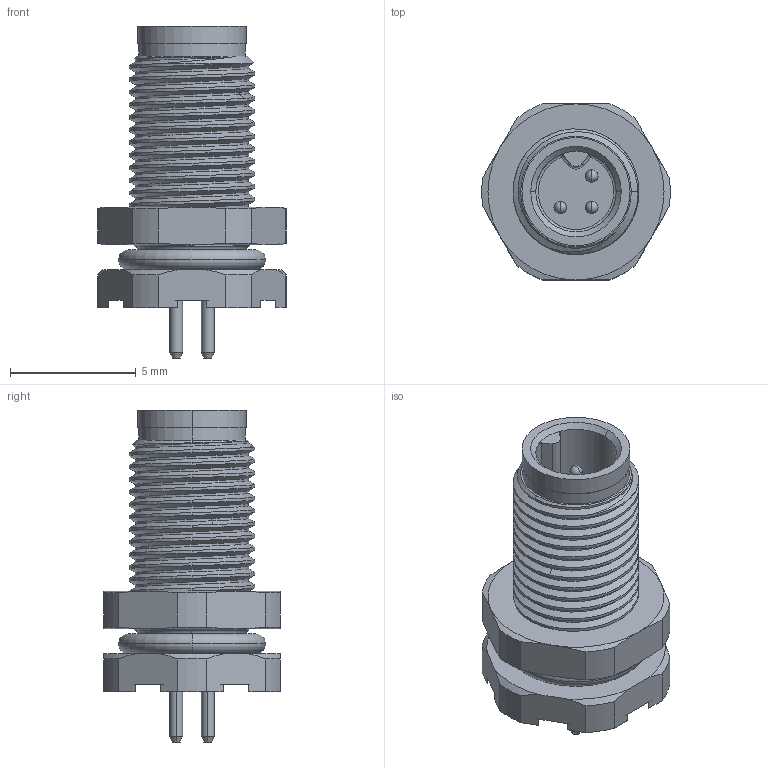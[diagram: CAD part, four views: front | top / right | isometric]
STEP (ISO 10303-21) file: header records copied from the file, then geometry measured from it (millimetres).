
FILE_DESCRIPTION((''),'2;1');
FILE_NAME('001M5-SA00PSW0-007_3','2025-08-24T',('gongcheng16'),(''),'PRO/ENGINEER BY PARAMETRIC TECHNOLOGY CORPORATION, 2010280','PRO/ENGINEER BY PARAMETRIC TECHNOLOGY CORPORATION, 2010280','');
FILE_SCHEMA(('CONFIG_CONTROL_DESIGN'));
Length unit declared in the file: millimetre
Products named in the file (1): 001M5-SA00PSW0-007_3
Bounding box: 7.49 x 7 x 13.2 mm (x, y, z)
Volume: 89.7 mm3; surface area: 2273.3 mm2
Topology: 1 solids, 74 shells, 709 faces, 1825 edges, 1181 vertices
Faces by surface type: cylinder 267, plane 185, cone 174, torus 34, sphere 32, bspline 17
Entity records: 27936 total; most frequent: CARTESIAN_POINT 10871, DIRECTION 3760, ORIENTED_EDGE 3260, EDGE_CURVE 1795, AXIS2_PLACEMENT_3D 1580, VERTEX_POINT 1181, CIRCLE 887, EDGE_LOOP 788
